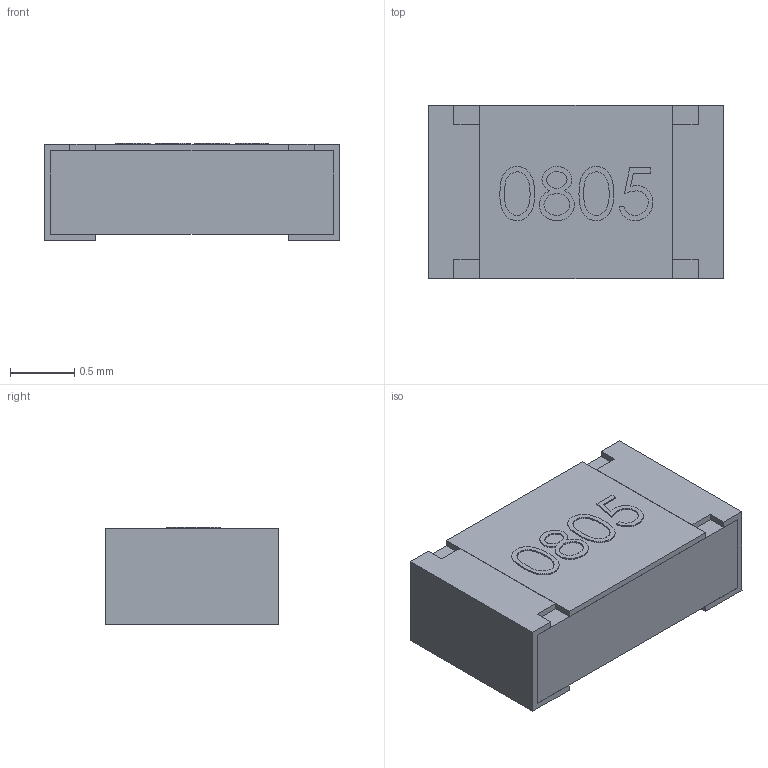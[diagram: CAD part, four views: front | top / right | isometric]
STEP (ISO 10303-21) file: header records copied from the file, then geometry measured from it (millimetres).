
FILE_DESCRIPTION(/* description */ (''),/* implementation_level */ '2;1');
FILE_NAME(/* name */ 'RS-0805.step',/* time_stamp */ '2023-03-28T21:53:52+11:00',/* author */ (''),/* organization */ (''),/* preprocessor_version */ 'ST-DEVELOPER v19.2',/* originating_system */ 'Autodesk Translation Framework v11.17.0.187',/* authorisation */ '');
FILE_SCHEMA (('AUTOMOTIVE_DESIGN { 1 0 10303 214 3 1 1 }'));
Length unit declared in the file: millimetre
Products named in the file (2): RS-0805; User Library-RES_2013-0805
Assembly tree (1 placements, depth 2):
  RS-0805
    User Library-RES_2013-0805
Bounding box: 2.3 x 1.35 x 0.76 mm (x, y, z)
Volume: 2.2 mm3; surface area: 23.1 mm2
Topology: 4 solids, 4 shells, 97 faces, 243 edges, 162 vertices
Faces by surface type: plane 54, bspline 43
Entity records: 5834 total; most frequent: CARTESIAN_POINT 3672, ORIENTED_EDGE 486, DIRECTION 271, EDGE_CURVE 243, VERTEX_POINT 162, LINE 157, VECTOR 157, EDGE_LOOP 105
